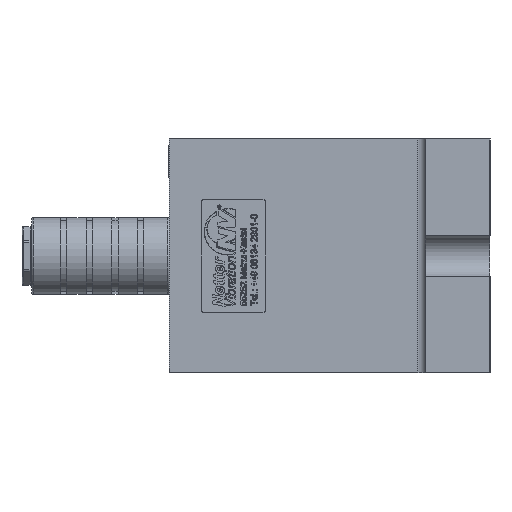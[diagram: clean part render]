
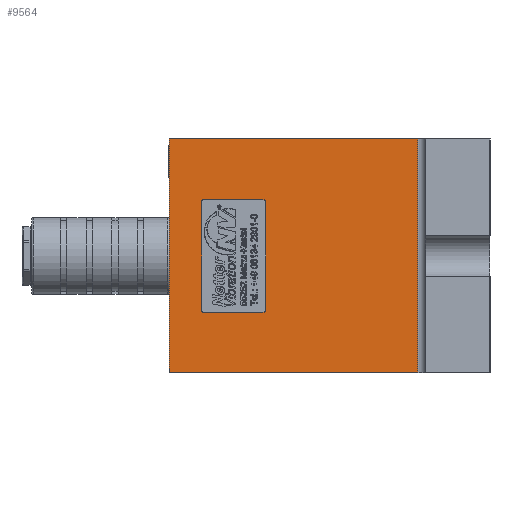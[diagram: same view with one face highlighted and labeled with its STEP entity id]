
A CAD part, left-side view. The second image highlights one B-rep face of the part: STEP entity #9564.
In plain terms, the highlighted planar face has unit normal (-1, 0, 0).
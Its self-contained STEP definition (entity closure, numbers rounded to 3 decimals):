
#187 = EDGE_CURVE ( 'NONE', #17499, #21171, #15452, .T. ) ;
#822 = ORIENTED_EDGE ( 'NONE', *, *, #22055, .T. ) ;
#852 = AXIS2_PLACEMENT_3D ( 'NONE', #12243, #8265, #15798 ) ;
#1632 = DIRECTION ( 'NONE',  ( 1., 0., 0. ) ) ;
#1690 = EDGE_CURVE ( 'NONE', #20763, #24495, #15044, .T. ) ;
#2110 = CARTESIAN_POINT ( 'NONE',  ( -50., 39.5, 17.5 ) ) ;
#2241 = VERTEX_POINT ( 'NONE', #14936 ) ;
#2710 = CARTESIAN_POINT ( 'NONE',  ( -50., -27.5, -36.5 ) ) ;
#2783 = CIRCLE ( 'NONE', #7077, 0.5 ) ;
#2844 = CARTESIAN_POINT ( 'NONE',  ( -50., 20.5, 17. ) ) ;
#3218 = AXIS2_PLACEMENT_3D ( 'NONE', #2844, #20069, #16385 ) ;
#3422 = LINE ( 'NONE', #13223, #17935 ) ;
#3959 = EDGE_CURVE ( 'NONE', #21384, #6188, #2783, .T. ) ;
#4138 = ORIENTED_EDGE ( 'NONE', *, *, #13981, .T. ) ;
#4201 = CIRCLE ( 'NONE', #20741, 0.5 ) ;
#4593 = VERTEX_POINT ( 'NONE', #11995 ) ;
#4663 = ORIENTED_EDGE ( 'NONE', *, *, #20098, .F. ) ;
#5164 = EDGE_CURVE ( 'NONE', #2241, #6188, #15127, .T. ) ;
#6021 = VERTEX_POINT ( 'NONE', #9073 ) ;
#6075 = VECTOR ( 'NONE', #17476, 1000. ) ;
#6151 = LINE ( 'NONE', #7075, #15287 ) ;
#6188 = VERTEX_POINT ( 'NONE', #18843 ) ;
#6537 = EDGE_CURVE ( 'NONE', #10835, #4593, #13467, .T. ) ;
#6594 = CARTESIAN_POINT ( 'NONE',  ( -50., 39.5, -17. ) ) ;
#6926 = LINE ( 'NONE', #12762, #13266 ) ;
#7075 = CARTESIAN_POINT ( 'NONE',  ( -50., 40., 17.5 ) ) ;
#7077 = AXIS2_PLACEMENT_3D ( 'NONE', #21386, #13665, #19367 ) ;
#7311 = LINE ( 'NONE', #19485, #6075 ) ;
#7895 = EDGE_LOOP ( 'NONE', ( #11871, #822, #12035, #4663 ) ) ;
#8265 = DIRECTION ( 'NONE',  ( 1., 0., 0. ) ) ;
#8553 = DIRECTION ( 'NONE',  ( 0., 0., -1. ) ) ;
#8641 = ORIENTED_EDGE ( 'NONE', *, *, #187, .T. ) ;
#9073 = CARTESIAN_POINT ( 'NONE',  ( -50., 50., 36.5 ) ) ;
#9083 = EDGE_CURVE ( 'NONE', #2241, #17499, #4201, .T. ) ;
#9191 = DIRECTION ( 'NONE',  ( 0., -1., 0. ) ) ;
#9356 = VECTOR ( 'NONE', #14165, 1000. ) ;
#9449 = DIRECTION ( 'NONE',  ( 0., 0., 1. ) ) ;
#9564 = ADVANCED_FACE ( 'NONE', ( #22038, #10306 ), #14098, .F. ) ;
#9629 = CARTESIAN_POINT ( 'NONE',  ( -50., 39.5, 17. ) ) ;
#9747 = CIRCLE ( 'NONE', #15082, 0.5 ) ;
#9993 = VECTOR ( 'NONE', #9449, 1000. ) ;
#10306 = FACE_OUTER_BOUND ( 'NONE', #7895, .T. ) ;
#10422 = VERTEX_POINT ( 'NONE', #2110 ) ;
#10835 = VERTEX_POINT ( 'NONE', #13452 ) ;
#11083 = DIRECTION ( 'NONE',  ( 0., 1., 0. ) ) ;
#11364 = CARTESIAN_POINT ( 'NONE',  ( -50., 40., 17. ) ) ;
#11751 = ORIENTED_EDGE ( 'NONE', *, *, #9083, .T. ) ;
#11871 = ORIENTED_EDGE ( 'NONE', *, *, #1690, .F. ) ;
#11995 = CARTESIAN_POINT ( 'NONE',  ( -50., 20., 17. ) ) ;
#12035 = ORIENTED_EDGE ( 'NONE', *, *, #23351, .T. ) ;
#12243 = CARTESIAN_POINT ( 'NONE',  ( -50., 50., -36.5 ) ) ;
#12762 = CARTESIAN_POINT ( 'NONE',  ( -50., 50., -36.5 ) ) ;
#12884 = VECTOR ( 'NONE', #11083, 1000. ) ;
#13223 = CARTESIAN_POINT ( 'NONE',  ( -50., 50., 36.5 ) ) ;
#13266 = VECTOR ( 'NONE', #18488, 1000. ) ;
#13452 = CARTESIAN_POINT ( 'NONE',  ( -50., 20.5, 17.5 ) ) ;
#13467 = CIRCLE ( 'NONE', #3218, 0.5 ) ;
#13566 = CARTESIAN_POINT ( 'NONE',  ( -50., -27.5, 36.5 ) ) ;
#13665 = DIRECTION ( 'NONE',  ( 1., 0., 0. ) ) ;
#13981 = EDGE_CURVE ( 'NONE', #21171, #10422, #9747, .T. ) ;
#14098 = PLANE ( 'NONE',  #852 ) ;
#14165 = DIRECTION ( 'NONE',  ( 0., -1., 0. ) ) ;
#14857 = EDGE_CURVE ( 'NONE', #21384, #4593, #22647, .T. ) ;
#14936 = CARTESIAN_POINT ( 'NONE',  ( -50., 39.5, -17.5 ) ) ;
#15044 = LINE ( 'NONE', #22089, #12884 ) ;
#15082 = AXIS2_PLACEMENT_3D ( 'NONE', #9629, #1632, #19129 ) ;
#15127 = LINE ( 'NONE', #15455, #9356 ) ;
#15287 = VECTOR ( 'NONE', #9191, 1000. ) ;
#15295 = DIRECTION ( 'NONE',  ( 0., 1., 0. ) ) ;
#15452 = LINE ( 'NONE', #24949, #9993 ) ;
#15455 = CARTESIAN_POINT ( 'NONE',  ( -50., 40., -17.5 ) ) ;
#15598 = ORIENTED_EDGE ( 'NONE', *, *, #14857, .F. ) ;
#15798 = DIRECTION ( 'NONE',  ( 0., 0., -1. ) ) ;
#16385 = DIRECTION ( 'NONE',  ( 0., 0., -1. ) ) ;
#17476 = DIRECTION ( 'NONE',  ( 0., 0., 1. ) ) ;
#17499 = VERTEX_POINT ( 'NONE', #18541 ) ;
#17935 = VECTOR ( 'NONE', #15295, 1000. ) ;
#18334 = DIRECTION ( 'NONE',  ( 1., 0., 0. ) ) ;
#18488 = DIRECTION ( 'NONE',  ( 0., 0., 1. ) ) ;
#18541 = CARTESIAN_POINT ( 'NONE',  ( -50., 40., -17. ) ) ;
#18783 = CARTESIAN_POINT ( 'NONE',  ( -50., 20., -17. ) ) ;
#18843 = CARTESIAN_POINT ( 'NONE',  ( -50., 20.5, -17.5 ) ) ;
#19029 = VECTOR ( 'NONE', #22668, 1000. ) ;
#19066 = ORIENTED_EDGE ( 'NONE', *, *, #5164, .F. ) ;
#19101 = ORIENTED_EDGE ( 'NONE', *, *, #6537, .T. ) ;
#19129 = DIRECTION ( 'NONE',  ( 0., 0., -1. ) ) ;
#19367 = DIRECTION ( 'NONE',  ( 0., 0., -1. ) ) ;
#19485 = CARTESIAN_POINT ( 'NONE',  ( -50., -27.5, 36.5 ) ) ;
#19529 = EDGE_LOOP ( 'NONE', ( #15598, #22674, #19066, #11751, #8641, #4138, #24040, #19101 ) ) ;
#20069 = DIRECTION ( 'NONE',  ( 1., 0., 0. ) ) ;
#20098 = EDGE_CURVE ( 'NONE', #24495, #6021, #6926, .T. ) ;
#20468 = CARTESIAN_POINT ( 'NONE',  ( -50., 20., -17.5 ) ) ;
#20741 = AXIS2_PLACEMENT_3D ( 'NONE', #6594, #18334, #8553 ) ;
#20763 = VERTEX_POINT ( 'NONE', #2710 ) ;
#21171 = VERTEX_POINT ( 'NONE', #11364 ) ;
#21285 = CARTESIAN_POINT ( 'NONE',  ( -50., 50., -36.5 ) ) ;
#21384 = VERTEX_POINT ( 'NONE', #18783 ) ;
#21386 = CARTESIAN_POINT ( 'NONE',  ( -50., 20.5, -17. ) ) ;
#22038 = FACE_BOUND ( 'NONE', #19529, .T. ) ;
#22055 = EDGE_CURVE ( 'NONE', #20763, #23329, #7311, .T. ) ;
#22089 = CARTESIAN_POINT ( 'NONE',  ( -50., 50., -36.5 ) ) ;
#22647 = LINE ( 'NONE', #20468, #19029 ) ;
#22668 = DIRECTION ( 'NONE',  ( 0., 0., 1. ) ) ;
#22674 = ORIENTED_EDGE ( 'NONE', *, *, #3959, .T. ) ;
#23208 = EDGE_CURVE ( 'NONE', #10422, #10835, #6151, .T. ) ;
#23329 = VERTEX_POINT ( 'NONE', #13566 ) ;
#23351 = EDGE_CURVE ( 'NONE', #23329, #6021, #3422, .T. ) ;
#24040 = ORIENTED_EDGE ( 'NONE', *, *, #23208, .T. ) ;
#24495 = VERTEX_POINT ( 'NONE', #21285 ) ;
#24949 = CARTESIAN_POINT ( 'NONE',  ( -50., 40., -17.5 ) ) ;
